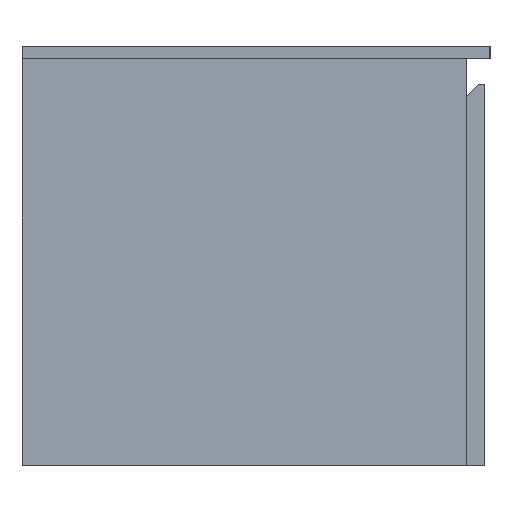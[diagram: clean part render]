
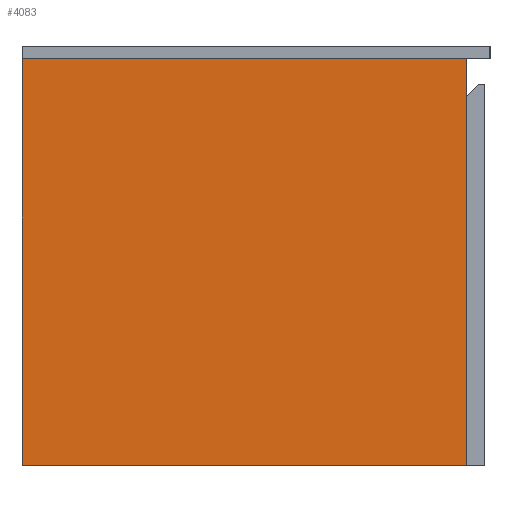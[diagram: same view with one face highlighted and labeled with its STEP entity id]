
A CAD part, left-side view. The second image highlights one B-rep face of the part: STEP entity #4083.
In plain terms, the highlighted face is planar.
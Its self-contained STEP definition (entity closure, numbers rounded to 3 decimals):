
#2254 = EDGE_LOOP ( 'NONE', ( #7730, #20411, #9789, #9487 ) ) ;
#2803 = DIRECTION ( 'NONE',  ( -1., 0., 0. ) ) ;
#3889 = FACE_OUTER_BOUND ( 'NONE', #2254, .T. ) ;
#4083 = ADVANCED_FACE ( 'NONE', ( #3889 ), #6152, .T. ) ;
#4439 = LINE ( 'NONE', #9759, #10389 ) ;
#5979 = AXIS2_PLACEMENT_3D ( 'NONE', #19033, #17300, #2803 ) ;
#6152 = PLANE ( 'NONE',  #5979 ) ;
#7481 = EDGE_CURVE ( 'NONE', #9412, #12670, #22654, .T. ) ;
#7652 = DIRECTION ( 'NONE',  ( -1., 0., 0. ) ) ;
#7730 = ORIENTED_EDGE ( 'NONE', *, *, #7481, .F. ) ;
#9412 = VERTEX_POINT ( 'NONE', #16906 ) ;
#9487 = ORIENTED_EDGE ( 'NONE', *, *, #18119, .F. ) ;
#9759 = CARTESIAN_POINT ( 'NONE',  ( 0., 0., -2. ) ) ;
#9789 = ORIENTED_EDGE ( 'NONE', *, *, #22139, .F. ) ;
#10222 = LINE ( 'NONE', #23336, #20100 ) ;
#10389 = VECTOR ( 'NONE', #15206, 1000. ) ;
#11410 = CARTESIAN_POINT ( 'NONE',  ( 400., 437., -2. ) ) ;
#11762 = EDGE_CURVE ( 'NONE', #19954, #9412, #10222, .T. ) ;
#12013 = VECTOR ( 'NONE', #16634, 1000. ) ;
#12290 = CARTESIAN_POINT ( 'NONE',  ( 0., 437., -2. ) ) ;
#12670 = VERTEX_POINT ( 'NONE', #22162 ) ;
#13744 = VERTEX_POINT ( 'NONE', #19621 ) ;
#14263 = LINE ( 'NONE', #11410, #12013 ) ;
#15206 = DIRECTION ( 'NONE',  ( 1., 0., 0. ) ) ;
#16007 = DIRECTION ( 'NONE',  ( 0., -1., 0. ) ) ;
#16634 = DIRECTION ( 'NONE',  ( 0., 1., 0. ) ) ;
#16906 = CARTESIAN_POINT ( 'NONE',  ( 0., 437., -2. ) ) ;
#17300 = DIRECTION ( 'NONE',  ( 0., 0., -1. ) ) ;
#18119 = EDGE_CURVE ( 'NONE', #12670, #13744, #4439, .T. ) ;
#19033 = CARTESIAN_POINT ( 'NONE',  ( 0., 437., -2. ) ) ;
#19621 = CARTESIAN_POINT ( 'NONE',  ( 400., 0., -2. ) ) ;
#19954 = VERTEX_POINT ( 'NONE', #21178 ) ;
#20100 = VECTOR ( 'NONE', #7652, 1000. ) ;
#20411 = ORIENTED_EDGE ( 'NONE', *, *, #11762, .F. ) ;
#20961 = VECTOR ( 'NONE', #16007, 1000. ) ;
#21178 = CARTESIAN_POINT ( 'NONE',  ( 400., 437., -2. ) ) ;
#22139 = EDGE_CURVE ( 'NONE', #13744, #19954, #14263, .T. ) ;
#22162 = CARTESIAN_POINT ( 'NONE',  ( 0., 0., -2. ) ) ;
#22654 = LINE ( 'NONE', #12290, #20961 ) ;
#23336 = CARTESIAN_POINT ( 'NONE',  ( 0., 437., -2. ) ) ;
